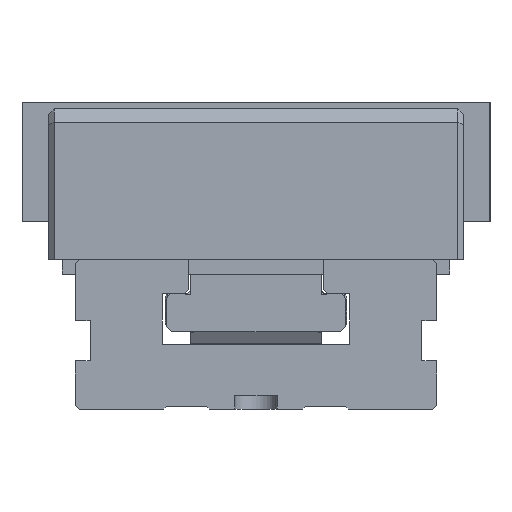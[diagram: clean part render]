
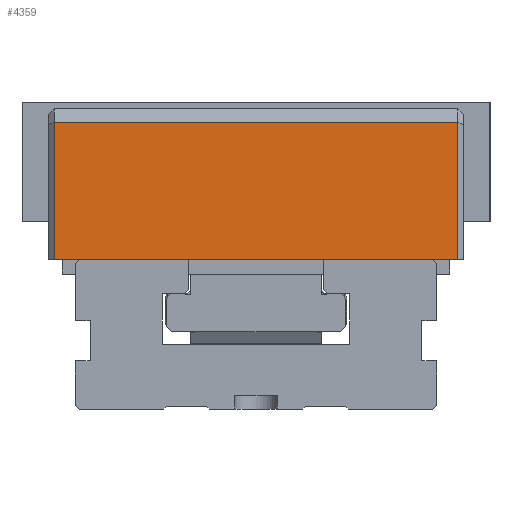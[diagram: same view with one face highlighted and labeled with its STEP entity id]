
A CAD part, left-side view. The second image highlights one B-rep face of the part: STEP entity #4359.
In plain terms, the highlighted planar face has unit normal (-1, 0, 0).
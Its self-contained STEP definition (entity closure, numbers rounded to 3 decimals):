
#3919=FACE_OUTER_BOUND('',#5711,.T.);
#4359=ADVANCED_FACE('',(#3919),#4682,.T.);
#4682=PLANE('',#11894);
#5711=EDGE_LOOP('',(#7845,#7846,#7847,#7848));
#7845=ORIENTED_EDGE('',*,*,#9749,.T.);
#7846=ORIENTED_EDGE('',*,*,#9762,.T.);
#7847=ORIENTED_EDGE('',*,*,#9763,.T.);
#7848=ORIENTED_EDGE('',*,*,#9764,.T.);
#8764=VERTEX_POINT('',#16919);
#8765=VERTEX_POINT('',#16921);
#8776=VERTEX_POINT('',#16947);
#8777=VERTEX_POINT('',#16949);
#9749=EDGE_CURVE('',#8765,#8764,#10474,.T.);
#9762=EDGE_CURVE('',#8764,#8776,#10483,.T.);
#9763=EDGE_CURVE('',#8776,#8777,#10484,.T.);
#9764=EDGE_CURVE('',#8777,#8765,#10485,.T.);
#10474=LINE('',#16920,#11157);
#10483=LINE('',#16946,#11166);
#10484=LINE('',#16948,#11167);
#10485=LINE('',#16950,#11168);
#11157=VECTOR('',#13879,1.);
#11166=VECTOR('',#13900,1.);
#11167=VECTOR('',#13901,1.);
#11168=VECTOR('',#13902,1.);
#11894=AXIS2_PLACEMENT_3D('',#16951,#13903,#13904);
#13879=DIRECTION('',(0.,-1.,0.));
#13900=DIRECTION('',(0.,0.,1.));
#13901=DIRECTION('',(0.,1.,0.));
#13902=DIRECTION('',(0.,0.,-1.));
#13903=DIRECTION('',(-1.,0.,0.));
#13904=DIRECTION('',(0.,0.,-1.));
#16919=CARTESIAN_POINT('',(5.341,-8.,61.121));
#16920=CARTESIAN_POINT('',(5.341,67.5,61.121));
#16921=CARTESIAN_POINT('',(5.341,143.,61.121));
#16946=CARTESIAN_POINT('',(5.341,-8.,60.971));
#16947=CARTESIAN_POINT('',(5.341,-8.,112.371));
#16948=CARTESIAN_POINT('',(5.341,67.5,112.371));
#16949=CARTESIAN_POINT('',(5.341,143.,112.371));
#16950=CARTESIAN_POINT('',(5.341,143.,60.971));
#16951=CARTESIAN_POINT('',(5.341,67.5,60.971));
